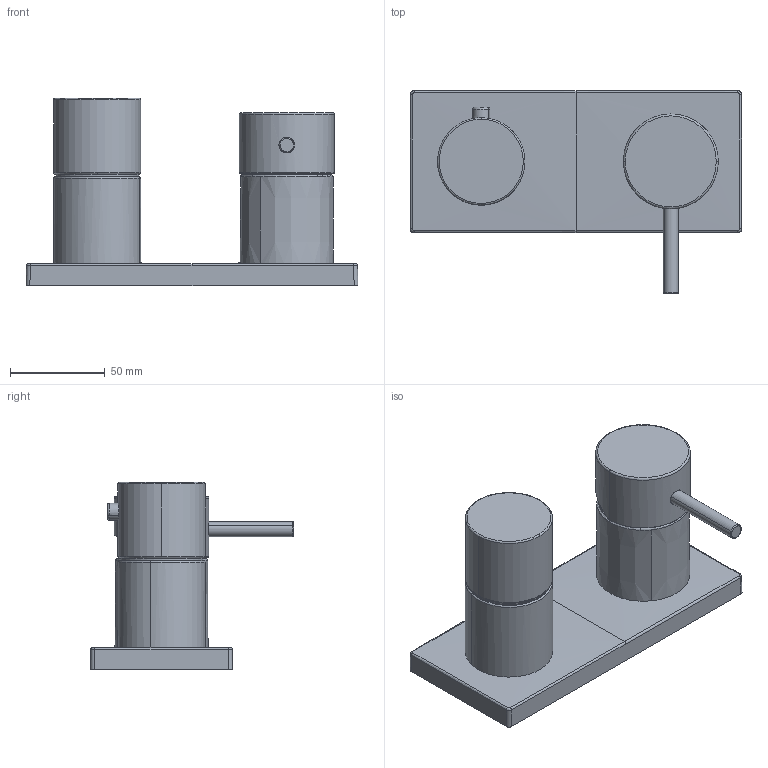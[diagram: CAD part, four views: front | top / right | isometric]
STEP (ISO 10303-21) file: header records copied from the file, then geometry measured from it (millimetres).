
FILE_DESCRIPTION (( 'STEP AP203' ), '1' );
FILE_NAME ('44579503.STEP', '2019-01-12T07:43:09', ( '' ), ( '' ), 'SwSTEP 2.0', 'SolidWorks 2016', '' );
FILE_SCHEMA (( 'CONFIG_CONTROL_DESIGN' ));
Length unit declared in the file: millimetre
Products named in the file (1): 44579503
Bounding box: 175 x 107.1 x 98.8 mm (x, y, z)
Volume: 451194.2 mm3; surface area: 58483.1 mm2
Topology: 1 solids, 1 shells, 81 faces, 183 edges, 112 vertices
Faces by surface type: bspline 27, cylinder 20, torus 15, plane 15, cone 4
Entity records: 3825 total; most frequent: CARTESIAN_POINT 2148, ORIENTED_EDGE 366, DIRECTION 278, EDGE_CURVE 183, AXIS2_PLACEMENT_3D 122, VERTEX_POINT 112, EDGE_LOOP 89, ADVANCED_FACE 81
